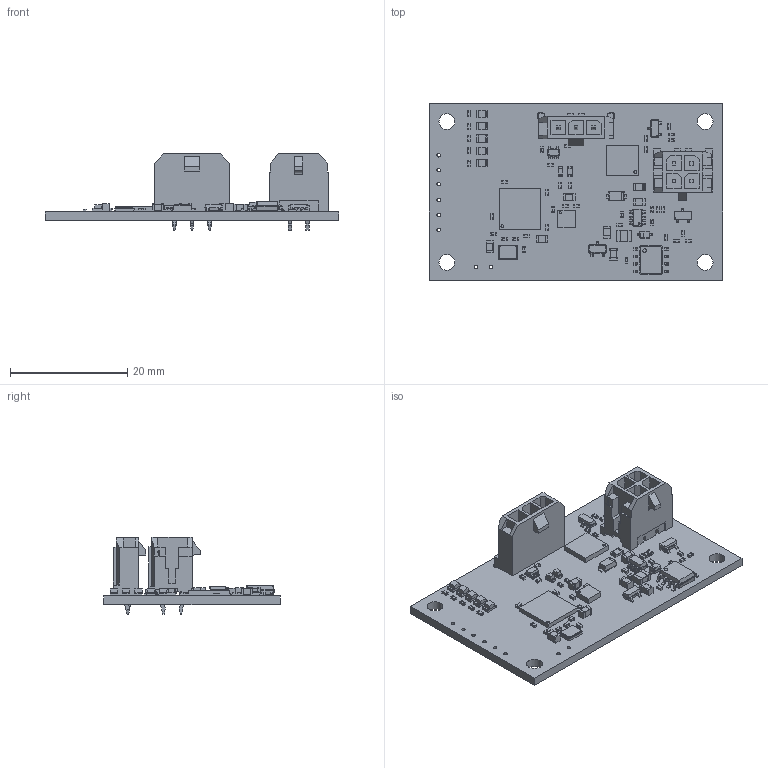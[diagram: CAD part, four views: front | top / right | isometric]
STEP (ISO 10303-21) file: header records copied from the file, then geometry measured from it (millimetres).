
FILE_DESCRIPTION(('KiCad electronic assembly'),'2;1');
FILE_NAME('Laser CANbus Toolhead.step','2025-11-26T14:00:50',('Pcbnew'), ('Kicad'),'Open CASCADE STEP processor 7.9','KiCad to STEP converter', 'Unknown');
FILE_SCHEMA(('AUTOMOTIVE_DESIGN { 1 0 10303 214 1 1 1 1 }'));
Length unit declared in the file: millimetre
Products named in the file (25): Laser CANbus Toolhead 1; R_0402_1005Metric; LED_0805_2012Metric; C_0402_1005Metric; SOT-23; AO_DFN-8-1EP_5.55x5.2mm_P1.27mm_EP4.12x4.6mm; Laser CANbus Toolhead 1.9.1; 0436500315; SOIC-8_3.9x4.9mm_P1.27mm; Crystal_SMD_3225-4Pin_3.2x2.5mm; SOT-23-6; D_SOD-323; C_0805_2012Metric; LGA-16_3x3mm_P0.5mm_LayoutBorder3x5y; Nordic_AQFN-73-1EP_7x7mm_P0.5mm; Fuse_0805_2012Metric; LED_0603_1608Metric; SOT-353_SC-70-5; 0430450412; SOLID; COMPOUND; SOT-23-3; L_1008_2520Metric; D_SOD-123F; Laser CANbus Toolhead_PCB
Assembly tree (71 placements, depth 3):
  Laser CANbus Toolhead 1
    R_0402_1005Metric  x20
    LED_0805_2012Metric  x5
    C_0402_1005Metric  x18
    SOT-23  x2
    AO_DFN-8-1EP_5.55x5.2mm_P1.27mm_EP4.12x4.6mm
      Laser CANbus Toolhead 1.9.1
    0436500315
    SOIC-8_3.9x4.9mm_P1.27mm
    Crystal_SMD_3225-4Pin_3.2x2.5mm
    SOT-23-6
    D_SOD-323
    C_0805_2012Metric  x6
    LGA-16_3x3mm_P0.5mm_LayoutBorder3x5y
    Nordic_AQFN-73-1EP_7x7mm_P0.5mm
    Fuse_0805_2012Metric
    LED_0603_1608Metric  x2
    SOT-353_SC-70-5
    0430450412
      SOLID
      COMPOUND
    SOT-23-3
    L_1008_2520Metric
    D_SOD-123F
    Laser CANbus Toolhead_PCB
Bounding box: 50 x 30 x 13.13 mm (x, y, z)
Volume: 3197.1 mm3; surface area: 5662.2 mm2
Topology: 74 solids, 74 shells, 3061 faces, 7789 edges, 5076 vertices
Faces by surface type: plane 2132, cylinder 799, bspline 122, cone 8
Full cylindrical faces by diameter (mm): 0.25 x73, 0.35 x1, 0.5 x2, 0.6 x8, 1.02 x9, 1.27 x2, 2.7 x4
Entity records: 57373 total; most frequent: CARTESIAN_POINT 8912, ORIENTED_EDGE 8117, DIRECTION 7806, EDGE_CURVE 4059, LINE 3228, VECTOR 3228, VERTEX_POINT 2615, AXIS2_PLACEMENT_3D 2289
